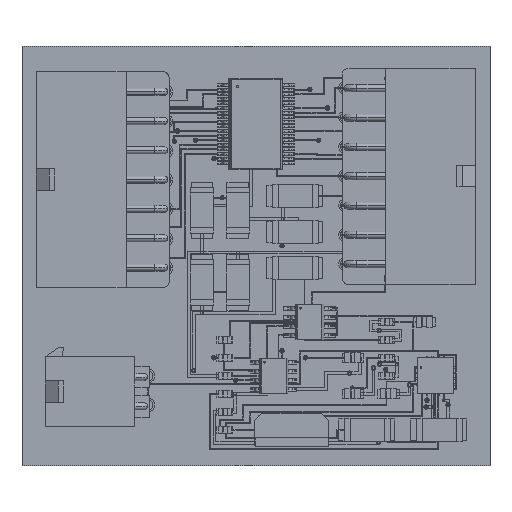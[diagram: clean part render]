
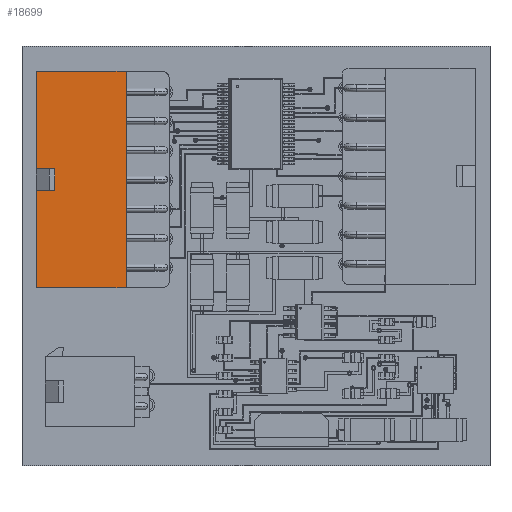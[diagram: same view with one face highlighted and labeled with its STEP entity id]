
A CAD part, top view. The second image highlights one B-rep face of the part: STEP entity #18699.
In plain terms, the highlighted face is planar.
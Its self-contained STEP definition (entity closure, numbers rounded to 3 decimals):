
#8981=FACE_OUTER_BOUND('',#11083,.F.);
#11083=EDGE_LOOP('',(#26572,#26573,#26574,#26575,#26576,#26577,#26578,#26579));
#15462=AXIS2_PLACEMENT_3D('',#91171,#72334,#72335);
#16978=PLANE('',#15462);
#18699=ADVANCED_FACE('',(#8981),#16978,.T.);
#26572=ORIENTED_EDGE('',*,*,#35605,.T.);
#26573=ORIENTED_EDGE('',*,*,#35606,.T.);
#26574=ORIENTED_EDGE('',*,*,#35607,.F.);
#26575=ORIENTED_EDGE('',*,*,#35539,.T.);
#26576=ORIENTED_EDGE('',*,*,#35608,.T.);
#26577=ORIENTED_EDGE('',*,*,#35609,.F.);
#26578=ORIENTED_EDGE('',*,*,#35610,.F.);
#26579=ORIENTED_EDGE('',*,*,#35535,.T.);
#35535=EDGE_CURVE('',#59932,#60050,#47673,.T.);
#35539=EDGE_CURVE('',#60051,#59929,#47677,.T.);
#35605=EDGE_CURVE('',#60050,#60052,#47743,.T.);
#35606=EDGE_CURVE('',#60052,#60053,#47744,.T.);
#35607=EDGE_CURVE('',#60051,#60053,#47745,.T.);
#35608=EDGE_CURVE('',#59929,#59934,#47757,.T.);
#35609=EDGE_CURVE('',#59933,#59934,#47794,.T.);
#35610=EDGE_CURVE('',#59932,#59933,#47746,.T.);
#41793=VECTOR('',#71093,13.78);
#41797=VECTOR('',#71097,13.78);
#41863=VECTOR('',#71163,2.477);
#41864=VECTOR('',#71164,2.997);
#41865=VECTOR('',#71165,2.477);
#41866=VECTOR('',#71166,12.7);
#41877=VECTOR('',#71177,12.7);
#41914=VECTOR('',#71254,30.556);
#47673=LINE('',#87685,#41793);
#47677=LINE('',#87689,#41797);
#47743=LINE('',#87755,#41863);
#47744=LINE('',#87756,#41864);
#47745=LINE('',#87757,#41865);
#47746=LINE('',#87758,#41866);
#47757=LINE('',#87769,#41877);
#47794=LINE('',#87974,#41914);
#59929=VERTEX_POINT('',#90484);
#59932=VERTEX_POINT('',#90487);
#59933=VERTEX_POINT('',#90488);
#59934=VERTEX_POINT('',#90489);
#60050=VERTEX_POINT('',#90605);
#60051=VERTEX_POINT('',#90606);
#60052=VERTEX_POINT('',#90607);
#60053=VERTEX_POINT('',#90608);
#71093=DIRECTION('',(-1.,0.,0.));
#71097=DIRECTION('',(-1.,0.,0.));
#71163=DIRECTION('',(0.,0.,-1.));
#71164=DIRECTION('',(-1.,0.,0.));
#71165=DIRECTION('',(0.,0.,-1.));
#71166=DIRECTION('',(0.,0.,-1.));
#71177=DIRECTION('',(0.,0.,-1.));
#71254=DIRECTION('',(-1.,0.,0.));
#72334=DIRECTION('',(0.,1.,0.));
#72335=DIRECTION('',(-1.,0.,0.));
#87685=CARTESIAN_POINT('',(15.278,4.902,0.));
#87689=CARTESIAN_POINT('',(-1.499,4.902,0.));
#87755=CARTESIAN_POINT('',(1.499,4.902,0.));
#87756=CARTESIAN_POINT('',(1.499,4.902,-2.477));
#87757=CARTESIAN_POINT('',(-1.499,4.902,0.));
#87758=CARTESIAN_POINT('',(15.278,4.902,0.));
#87769=CARTESIAN_POINT('',(-15.278,4.902,0.));
#87974=CARTESIAN_POINT('',(15.278,4.902,-12.7));
#90484=CARTESIAN_POINT('',(-15.278,4.902,0.));
#90487=CARTESIAN_POINT('',(15.278,4.902,0.));
#90488=CARTESIAN_POINT('',(15.278,4.902,-12.7));
#90489=CARTESIAN_POINT('',(-15.278,4.902,-12.7));
#90605=CARTESIAN_POINT('',(1.499,4.902,0.));
#90606=CARTESIAN_POINT('',(-1.499,4.902,0.));
#90607=CARTESIAN_POINT('',(1.499,4.902,-2.477));
#90608=CARTESIAN_POINT('',(-1.499,4.902,-2.477));
#91171=CARTESIAN_POINT('',(15.278,4.902,0.));
